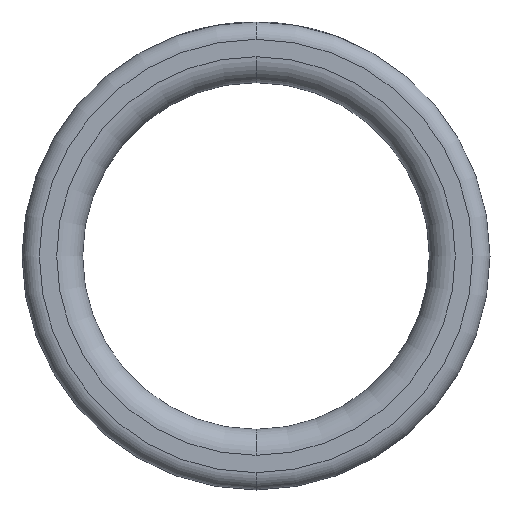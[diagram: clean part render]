
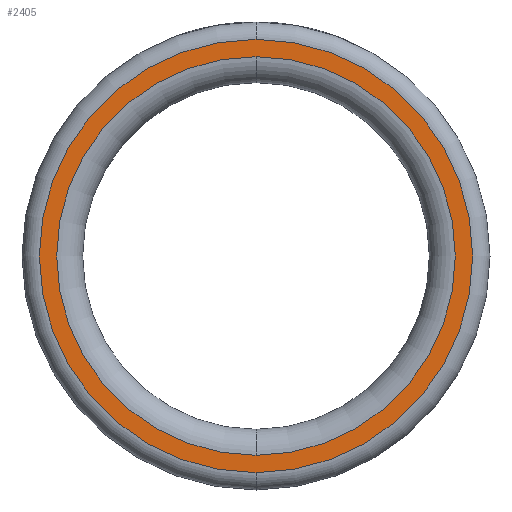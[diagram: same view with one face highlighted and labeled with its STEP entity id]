
A CAD part, front view. The second image highlights one B-rep face of the part: STEP entity #2405.
In plain terms, the highlighted planar face has unit normal (0, -1, 0).
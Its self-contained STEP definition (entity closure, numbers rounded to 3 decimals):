
#73 = VERTEX_POINT ( 'NONE', #381 ) ;
#160 = VERTEX_POINT ( 'NONE', #2507 ) ;
#191 = EDGE_CURVE ( 'NONE', #1167, #160, #1538, .T. ) ;
#240 = DIRECTION ( 'NONE',  ( 0., -1., 0. ) ) ;
#288 = DIRECTION ( 'NONE',  ( 0., -1., 0. ) ) ;
#307 = AXIS2_PLACEMENT_3D ( 'NONE', #2442, #1829, #875 ) ;
#381 = CARTESIAN_POINT ( 'NONE',  ( 0., -40., -25. ) ) ;
#386 = DIRECTION ( 'NONE',  ( 0., 0., -1. ) ) ;
#426 = CIRCLE ( 'NONE', #1657, 23. ) ;
#443 = ORIENTED_EDGE ( 'NONE', *, *, #191, .F. ) ;
#688 = VERTEX_POINT ( 'NONE', #1571 ) ;
#820 = DIRECTION ( 'NONE',  ( 0., 0., -1. ) ) ;
#835 = CARTESIAN_POINT ( 'NONE',  ( 0., -40., 0. ) ) ;
#836 = ORIENTED_EDGE ( 'NONE', *, *, #1421, .T. ) ;
#869 = CARTESIAN_POINT ( 'NONE',  ( 23., -40., 0. ) ) ;
#875 = DIRECTION ( 'NONE',  ( 0., 0., -1. ) ) ;
#884 = CIRCLE ( 'NONE', #307, 25. ) ;
#992 = CARTESIAN_POINT ( 'NONE',  ( 0., -40., 0. ) ) ;
#1092 = AXIS2_PLACEMENT_3D ( 'NONE', #992, #2354, #386 ) ;
#1110 = EDGE_LOOP ( 'NONE', ( #2026, #443 ) ) ;
#1139 = ORIENTED_EDGE ( 'NONE', *, *, #1692, .T. ) ;
#1167 = VERTEX_POINT ( 'NONE', #1664 ) ;
#1207 = AXIS2_PLACEMENT_3D ( 'NONE', #869, #288, #2004 ) ;
#1401 = FACE_BOUND ( 'NONE', #1110, .T. ) ;
#1421 = EDGE_CURVE ( 'NONE', #73, #688, #1578, .T. ) ;
#1538 = CIRCLE ( 'NONE', #2084, 23. ) ;
#1571 = CARTESIAN_POINT ( 'NONE',  ( 0., -40., 25. ) ) ;
#1578 = CIRCLE ( 'NONE', #1092, 25. ) ;
#1657 = AXIS2_PLACEMENT_3D ( 'NONE', #835, #240, #2201 ) ;
#1664 = CARTESIAN_POINT ( 'NONE',  ( 0., -40., 23. ) ) ;
#1666 = EDGE_CURVE ( 'NONE', #160, #1167, #426, .T. ) ;
#1692 = EDGE_CURVE ( 'NONE', #688, #73, #884, .T. ) ;
#1757 = FACE_OUTER_BOUND ( 'NONE', #1930, .T. ) ;
#1829 = DIRECTION ( 'NONE',  ( 0., -1., 0. ) ) ;
#1930 = EDGE_LOOP ( 'NONE', ( #836, #1139 ) ) ;
#2004 = DIRECTION ( 'NONE',  ( 0., 0., -1. ) ) ;
#2026 = ORIENTED_EDGE ( 'NONE', *, *, #1666, .F. ) ;
#2084 = AXIS2_PLACEMENT_3D ( 'NONE', #2376, #2348, #820 ) ;
#2201 = DIRECTION ( 'NONE',  ( 0., 0., -1. ) ) ;
#2213 = PLANE ( 'NONE',  #1207 ) ;
#2348 = DIRECTION ( 'NONE',  ( 0., -1., 0. ) ) ;
#2354 = DIRECTION ( 'NONE',  ( 0., -1., 0. ) ) ;
#2376 = CARTESIAN_POINT ( 'NONE',  ( 0., -40., 0. ) ) ;
#2405 = ADVANCED_FACE ( 'NONE', ( #1757, #1401 ), #2213, .T. ) ;
#2442 = CARTESIAN_POINT ( 'NONE',  ( 0., -40., 0. ) ) ;
#2507 = CARTESIAN_POINT ( 'NONE',  ( 0., -40., -23. ) ) ;
